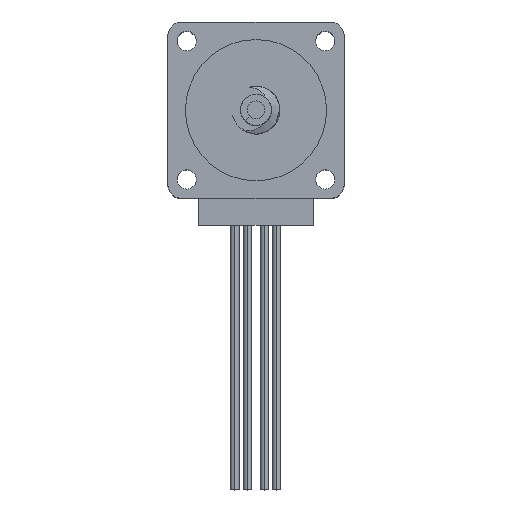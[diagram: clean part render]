
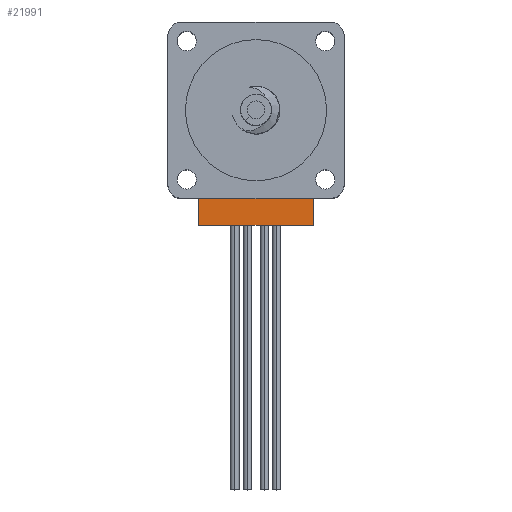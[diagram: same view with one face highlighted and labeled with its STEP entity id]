
A CAD part, top view. The second image highlights one B-rep face of the part: STEP entity #21991.
In plain terms, the highlighted planar face has unit normal (0, 0, 1).
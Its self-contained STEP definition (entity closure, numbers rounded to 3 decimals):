
#201 = PLANE('',#202);
#202 = AXIS2_PLACEMENT_3D('',#203,#204,#205);
#203 = CARTESIAN_POINT('',(6.5,-13.,-11.));
#204 = DIRECTION('',(0.,1.,0.));
#205 = DIRECTION('',(0.,0.,1.));
#16965 = VERTEX_POINT('',#16966);
#16966 = CARTESIAN_POINT('',(6.5,-13.,-11.));
#16980 = PLANE('',#16981);
#16981 = AXIS2_PLACEMENT_3D('',#16982,#16983,#16984);
#16982 = CARTESIAN_POINT('',(6.5,-13.,-16.));
#16983 = DIRECTION('',(-1.,0.,0.));
#16984 = DIRECTION('',(0.,0.,1.));
#16992 = EDGE_CURVE('',#16965,#16993,#16995,.T.);
#16993 = VERTEX_POINT('',#16994);
#16994 = CARTESIAN_POINT('',(-6.5,-13.,-11.));
#16995 = SURFACE_CURVE('',#16996,(#17000,#17007),.PCURVE_S1.);
#16996 = LINE('',#16997,#16998);
#16997 = CARTESIAN_POINT('',(-6.5,-13.,-11.));
#16998 = VECTOR('',#16999,1.);
#16999 = DIRECTION('',(-1.,0.,0.));
#17000 = PCURVE('',#201,#17001);
#17001 = DEFINITIONAL_REPRESENTATION('',(#17002),#17006);
#17002 = LINE('',#17003,#17004);
#17003 = CARTESIAN_POINT('',(0.,-13.));
#17004 = VECTOR('',#17005,1.);
#17005 = DIRECTION('',(0.,-1.));
#17006 = ( GEOMETRIC_REPRESENTATION_CONTEXT(2) 
PARAMETRIC_REPRESENTATION_CONTEXT() REPRESENTATION_CONTEXT('2D SPACE',''
  ) );
#17007 = PCURVE('',#17008,#17013);
#17008 = PLANE('',#17009);
#17009 = AXIS2_PLACEMENT_3D('',#17010,#17011,#17012);
#17010 = CARTESIAN_POINT('',(-6.5,-13.,-11.));
#17011 = DIRECTION('',(0.,0.,-1.));
#17012 = DIRECTION('',(-1.,0.,0.));
#17013 = DEFINITIONAL_REPRESENTATION('',(#17014),#17018);
#17014 = LINE('',#17015,#17016);
#17015 = CARTESIAN_POINT('',(0.,0.));
#17016 = VECTOR('',#17017,1.);
#17017 = DIRECTION('',(1.,0.));
#17018 = ( GEOMETRIC_REPRESENTATION_CONTEXT(2) 
PARAMETRIC_REPRESENTATION_CONTEXT() REPRESENTATION_CONTEXT('2D SPACE',''
  ) );
#17036 = PLANE('',#17037);
#17037 = AXIS2_PLACEMENT_3D('',#17038,#17039,#17040);
#17038 = CARTESIAN_POINT('',(-6.5,-13.,-16.));
#17039 = DIRECTION('',(1.,0.,0.));
#17040 = DIRECTION('',(0.,0.,-1.));
#17190 = PLANE('',#17191);
#17191 = AXIS2_PLACEMENT_3D('',#17192,#17193,#17194);
#17192 = CARTESIAN_POINT('',(-8.4,-10.,19.));
#17193 = DIRECTION('',(0.,1.,0.));
#17194 = DIRECTION('',(0.,0.,1.));
#17437 = VERTEX_POINT('',#17438);
#17438 = CARTESIAN_POINT('',(6.5,-10.,-11.));
#17483 = VERTEX_POINT('',#17484);
#17484 = CARTESIAN_POINT('',(-6.5,-10.,-11.));
#17505 = EDGE_CURVE('',#17437,#17483,#17506,.T.);
#17506 = SURFACE_CURVE('',#17507,(#17511,#17518),.PCURVE_S1.);
#17507 = LINE('',#17508,#17509);
#17508 = CARTESIAN_POINT('',(-6.5,-10.,-11.));
#17509 = VECTOR('',#17510,1.);
#17510 = DIRECTION('',(-1.,0.,0.));
#17511 = PCURVE('',#17190,#17512);
#17512 = DEFINITIONAL_REPRESENTATION('',(#17513),#17517);
#17513 = LINE('',#17514,#17515);
#17514 = CARTESIAN_POINT('',(-30.,1.9));
#17515 = VECTOR('',#17516,1.);
#17516 = DIRECTION('',(0.,-1.));
#17517 = ( GEOMETRIC_REPRESENTATION_CONTEXT(2) 
PARAMETRIC_REPRESENTATION_CONTEXT() REPRESENTATION_CONTEXT('2D SPACE',''
  ) );
#17518 = PCURVE('',#17008,#17519);
#17519 = DEFINITIONAL_REPRESENTATION('',(#17520),#17524);
#17520 = LINE('',#17521,#17522);
#17521 = CARTESIAN_POINT('',(0.,3.));
#17522 = VECTOR('',#17523,1.);
#17523 = DIRECTION('',(1.,0.));
#17524 = ( GEOMETRIC_REPRESENTATION_CONTEXT(2) 
PARAMETRIC_REPRESENTATION_CONTEXT() REPRESENTATION_CONTEXT('2D SPACE',''
  ) );
#21949 = EDGE_CURVE('',#16965,#17437,#21950,.T.);
#21950 = SURFACE_CURVE('',#21951,(#21955,#21962),.PCURVE_S1.);
#21951 = LINE('',#21952,#21953);
#21952 = CARTESIAN_POINT('',(6.5,-13.,-11.));
#21953 = VECTOR('',#21954,1.);
#21954 = DIRECTION('',(0.,1.,0.));
#21955 = PCURVE('',#16980,#21956);
#21956 = DEFINITIONAL_REPRESENTATION('',(#21957),#21961);
#21957 = LINE('',#21958,#21959);
#21958 = CARTESIAN_POINT('',(5.,0.));
#21959 = VECTOR('',#21960,1.);
#21960 = DIRECTION('',(0.,1.));
#21961 = ( GEOMETRIC_REPRESENTATION_CONTEXT(2) 
PARAMETRIC_REPRESENTATION_CONTEXT() REPRESENTATION_CONTEXT('2D SPACE',''
  ) );
#21962 = PCURVE('',#17008,#21963);
#21963 = DEFINITIONAL_REPRESENTATION('',(#21964),#21968);
#21964 = LINE('',#21965,#21966);
#21965 = CARTESIAN_POINT('',(-13.,0.));
#21966 = VECTOR('',#21967,1.);
#21967 = DIRECTION('',(0.,1.));
#21968 = ( GEOMETRIC_REPRESENTATION_CONTEXT(2) 
PARAMETRIC_REPRESENTATION_CONTEXT() REPRESENTATION_CONTEXT('2D SPACE',''
  ) );
#21991 = ADVANCED_FACE('',(#21992),#17008,.F.);
#21992 = FACE_BOUND('',#21993,.T.);
#21993 = EDGE_LOOP('',(#21994,#21995,#22016,#22017));
#21994 = ORIENTED_EDGE('',*,*,#17505,.T.);
#21995 = ORIENTED_EDGE('',*,*,#21996,.F.);
#21996 = EDGE_CURVE('',#16993,#17483,#21997,.T.);
#21997 = SURFACE_CURVE('',#21998,(#22002,#22009),.PCURVE_S1.);
#21998 = LINE('',#21999,#22000);
#21999 = CARTESIAN_POINT('',(-6.5,-13.,-11.));
#22000 = VECTOR('',#22001,1.);
#22001 = DIRECTION('',(0.,1.,0.));
#22002 = PCURVE('',#17008,#22003);
#22003 = DEFINITIONAL_REPRESENTATION('',(#22004),#22008);
#22004 = LINE('',#22005,#22006);
#22005 = CARTESIAN_POINT('',(0.,0.));
#22006 = VECTOR('',#22007,1.);
#22007 = DIRECTION('',(0.,1.));
#22008 = ( GEOMETRIC_REPRESENTATION_CONTEXT(2) 
PARAMETRIC_REPRESENTATION_CONTEXT() REPRESENTATION_CONTEXT('2D SPACE',''
  ) );
#22009 = PCURVE('',#17036,#22010);
#22010 = DEFINITIONAL_REPRESENTATION('',(#22011),#22015);
#22011 = LINE('',#22012,#22013);
#22012 = CARTESIAN_POINT('',(-5.,0.));
#22013 = VECTOR('',#22014,1.);
#22014 = DIRECTION('',(0.,1.));
#22015 = ( GEOMETRIC_REPRESENTATION_CONTEXT(2) 
PARAMETRIC_REPRESENTATION_CONTEXT() REPRESENTATION_CONTEXT('2D SPACE',''
  ) );
#22016 = ORIENTED_EDGE('',*,*,#16992,.F.);
#22017 = ORIENTED_EDGE('',*,*,#21949,.T.);
